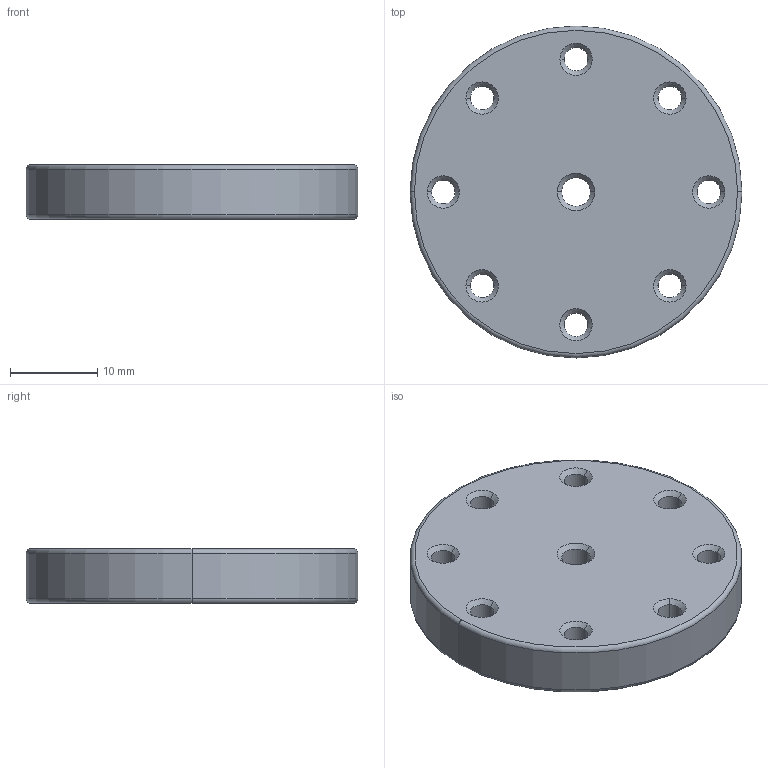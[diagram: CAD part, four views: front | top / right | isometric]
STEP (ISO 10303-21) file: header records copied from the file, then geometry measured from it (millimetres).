
FILE_DESCRIPTION(('STEP AP214'),'1');
FILE_NAME('Alternative_Servo_axis_sup.stp','2022-08-06T14:26:48',(' '),(' '),'Spatial InterOp 3D',' ',' ');
FILE_SCHEMA(('AUTOMOTIVE_DESIGN { 1 0 10303 214 1 1 1 1 }'));
Length unit declared in the file: metre
Products named in the file (1): Alternative_Servo_axis_sup
Bounding box: 38 x 38 x 6.2 mm (x, y, z)
Volume: 6657.9 mm3; surface area: 3292.9 mm2
Topology: 1 solids, 1 shells, 62 faces, 141 edges, 81 vertices
Faces by surface type: cone 36, cylinder 20, torus 4, plane 2
Entity records: 1799 total; most frequent: DIRECTION 352, CARTESIAN_POINT 285, ORIENTED_EDGE 282, AXIS2_PLACEMENT_3D 148, EDGE_CURVE 141, CIRCLE 85, VERTEX_POINT 81, EDGE_LOOP 80
